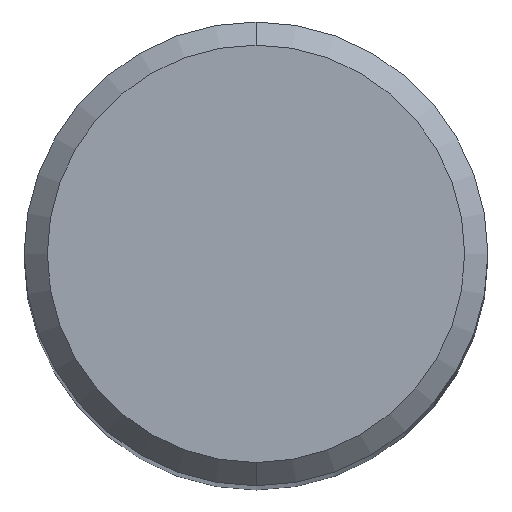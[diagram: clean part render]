
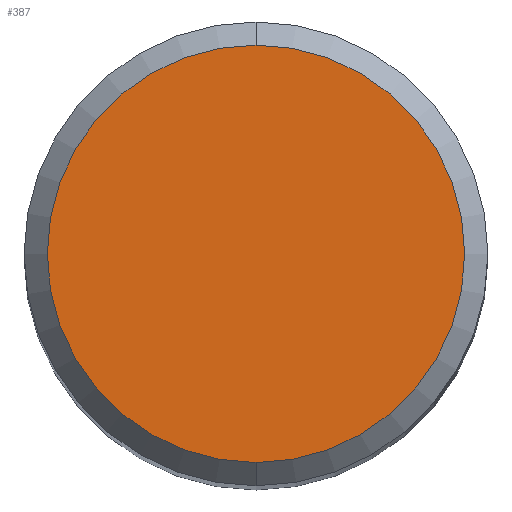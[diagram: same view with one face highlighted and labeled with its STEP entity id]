
A CAD part, top view. The second image highlights one B-rep face of the part: STEP entity #387.
In plain terms, the highlighted planar face has unit normal (0, 0, 1).
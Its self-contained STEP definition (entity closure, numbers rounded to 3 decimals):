
#183=VERTEX_POINT('',#475);
#299=EDGE_CURVE('',#325,#183,#602,.T.);
#325=VERTEX_POINT('',#628);
#387=ADVANCED_FACE('',(#700),#701,.T.);
#423=EDGE_CURVE('',#183,#325,#740,.T.);
#475=CARTESIAN_POINT('',(0.0,3.6,41.221));
#602=CIRCLE('',#1013,3.6);
#628=CARTESIAN_POINT('',(0.,-3.6,41.221));
#700=FACE_OUTER_BOUND('',#1203,.T.);
#701=PLANE('',#1204);
#740=CIRCLE('',#1329,3.6);
#1013=AXIS2_PLACEMENT_3D('',#1556,#1557,#1558);
#1203=EDGE_LOOP('',(#1681,#1682));
#1204=AXIS2_PLACEMENT_3D('',#1683,#1684,#1685);
#1329=AXIS2_PLACEMENT_3D('',#1713,#1714,#1715);
#1556=CARTESIAN_POINT('',(0.0,0.0,41.221));
#1557=DIRECTION('',(0.0,0.0,-1.0));
#1558=DIRECTION('',(0.0,1.0,0.0));
#1681=ORIENTED_EDGE('',*,*,#423,.F.);
#1682=ORIENTED_EDGE('',*,*,#299,.F.);
#1683=CARTESIAN_POINT('',(0.0,1.8,41.221));
#1684=DIRECTION('',(-0.0,0.0,1.0));
#1685=DIRECTION('',(0.0,-1.0,0.0));
#1713=CARTESIAN_POINT('',(0.0,0.0,41.221));
#1714=DIRECTION('',(0.0,0.0,-1.0));
#1715=DIRECTION('',(0.0,1.0,0.0));
